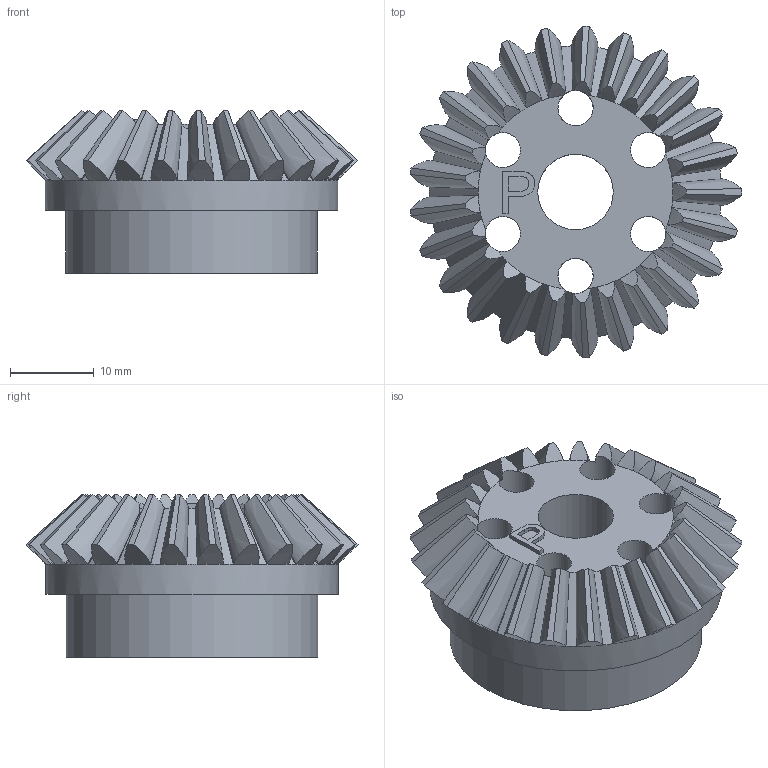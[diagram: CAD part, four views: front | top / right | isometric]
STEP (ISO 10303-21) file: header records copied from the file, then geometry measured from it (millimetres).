
FILE_DESCRIPTION(/* description */ (''),/* implementation_level */ '2;1');
FILE_NAME(/* name */ 'bevel gear v10.step',/* time_stamp */ '2024-05-28T16:30:53+02:00',/* author */ (''),/* organization */ (''),/* preprocessor_version */ 'ST-DEVELOPER v20',/* originating_system */ 'Autodesk Translation Framework v13.14.0.145',/* authorisation */ '');
FILE_SCHEMA (('AUTOMOTIVE_DESIGN { 1 0 10303 214 3 1 1 }'));
Length unit declared in the file: millimetre
Products named in the file (2): bevel gear; 25t M1.5 PA25
Assembly tree (1 placements, depth 2):
  bevel gear
    25t M1.5 PA25
Bounding box: 39.51 x 39.58 x 19.39 mm (x, y, z)
Volume: 11844.5 mm3; surface area: 6119.5 mm2
Topology: 1 solids, 1 shells, 283 faces, 782 edges, 498 vertices
Faces by surface type: bspline 186, cone 75, plane 13, cylinder 9
Full cylindrical faces by diameter (mm): 4.2 x6, 9 x1, 30 x1, 34.848 x1
Entity records: 13399 total; most frequent: CARTESIAN_POINT 7834, ORIENTED_EDGE 1564, EDGE_CURVE 782, B_SPLINE_CURVE_WITH_KNOTS 622, VERTEX_POINT 498, DIRECTION 476, EDGE_LOOP 294, FACE_OUTER_BOUND 283
